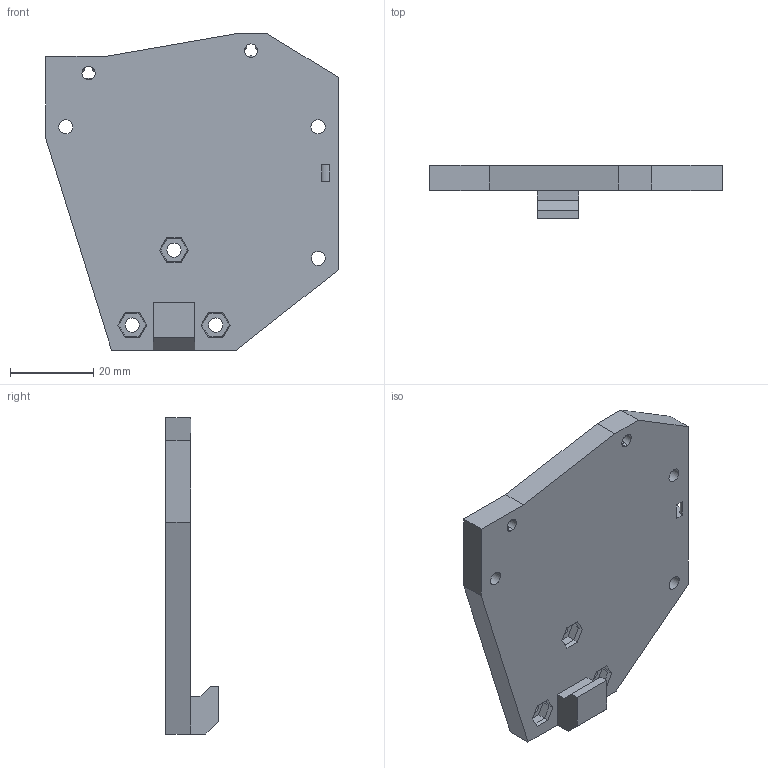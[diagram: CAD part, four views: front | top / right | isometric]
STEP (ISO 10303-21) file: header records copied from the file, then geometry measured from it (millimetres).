
FILE_DESCRIPTION(/* description */ (''),/* implementation_level */ '2;1');
FILE_NAME(/* name */ 'mounting plate base.step',/* time_stamp */ '2025-08-03T17:35:37+02:00',/* author */ (''),/* organization */ (''),/* preprocessor_version */ 'ST-DEVELOPER v20.1',/* originating_system */ 'Autodesk Translation Framework v14.10.0.0',/* authorisation */ '');
FILE_SCHEMA (('AUTOMOTIVE_DESIGN { 1 0 10303 214 3 1 1 }'));
Length unit declared in the file: millimetre
Products named in the file (1): GB printhead V3
Bounding box: 70.26 x 12.7 x 75.9 mm (x, y, z)
Volume: 26528.5 mm3; surface area: 11246.2 mm2
Topology: 1 solids, 1 shells, 124 faces, 312 edges, 196 vertices
Faces by surface type: plane 98, cylinder 20, cone 6
Full cylindrical faces by diameter (mm): 3.4 x6
Entity records: 3770 total; most frequent: CARTESIAN_POINT 717, ORIENTED_EDGE 624, DIRECTION 596, EDGE_CURVE 312, LINE 254, VECTOR 254, VERTEX_POINT 196, AXIS2_PLACEMENT_3D 171
